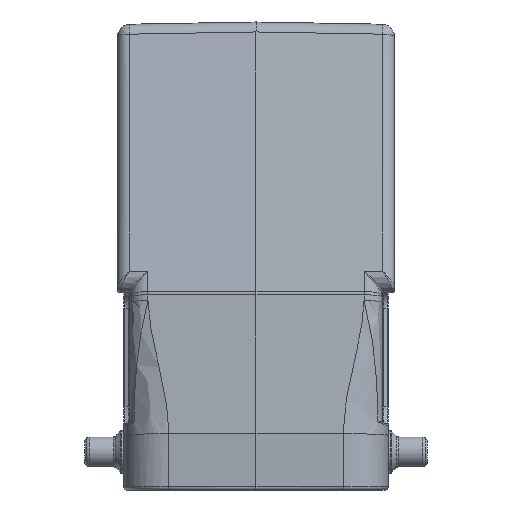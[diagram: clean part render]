
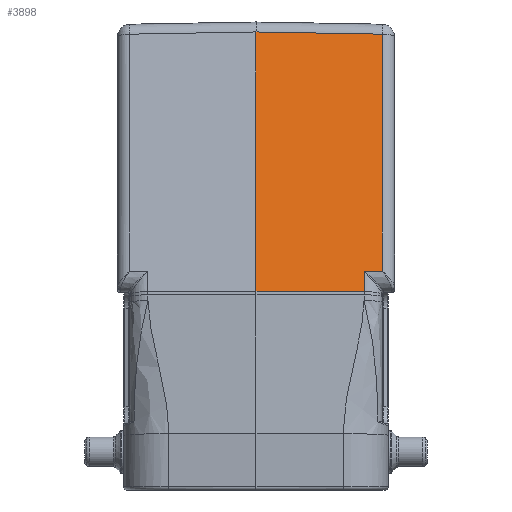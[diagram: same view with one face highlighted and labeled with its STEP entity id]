
A CAD part, left-side view. The second image highlights one B-rep face of the part: STEP entity #3898.
In plain terms, the highlighted planar face has unit normal (-0.982, -0.018, 0.191).
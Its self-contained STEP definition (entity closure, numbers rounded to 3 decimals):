
#3898=ADVANCED_FACE('',(#4584),#4412,.T.);
#4412=PLANE('',#12148);
#4584=FACE_OUTER_BOUND('',#5074,.T.);
#5074=EDGE_LOOP('',(#7160,#7161,#7162,#7163,#7164,#7165));
#5902=LINE('',#16134,#6434);
#5916=LINE('',#16214,#6448);
#5932=LINE('',#16308,#6464);
#5933=LINE('',#16310,#6465);
#5934=LINE('',#16312,#6466);
#5935=LINE('',#16314,#6467);
#6434=VECTOR('',#13343,1.);
#6448=VECTOR('',#13371,1.);
#6464=VECTOR('',#13395,1.);
#6465=VECTOR('',#13396,1.);
#6466=VECTOR('',#13397,1.);
#6467=VECTOR('',#13398,1.);
#7160=ORIENTED_EDGE('',*,*,#10218,.T.);
#7161=ORIENTED_EDGE('',*,*,#10263,.T.);
#7162=ORIENTED_EDGE('',*,*,#10264,.T.);
#7163=ORIENTED_EDGE('',*,*,#10265,.T.);
#7164=ORIENTED_EDGE('',*,*,#10266,.T.);
#7165=ORIENTED_EDGE('',*,*,#10240,.T.);
#9442=VERTEX_POINT('',#16079);
#9457=VERTEX_POINT('',#16133);
#9474=VERTEX_POINT('',#16215);
#9494=VERTEX_POINT('',#16309);
#9495=VERTEX_POINT('',#16311);
#9496=VERTEX_POINT('',#16313);
#10218=EDGE_CURVE('',#9442,#9457,#5902,.T.);
#10240=EDGE_CURVE('',#9474,#9442,#5916,.T.);
#10263=EDGE_CURVE('',#9457,#9494,#5932,.T.);
#10264=EDGE_CURVE('',#9494,#9495,#5933,.T.);
#10265=EDGE_CURVE('',#9495,#9496,#5934,.T.);
#10266=EDGE_CURVE('',#9496,#9474,#5935,.T.);
#12148=AXIS2_PLACEMENT_3D('',#16315,#13399,#13400);
#13343=DIRECTION('',(0.017,-1.,-0.003));
#13371=DIRECTION('',(-0.191,0.,-0.982));
#13395=DIRECTION('',(0.191,0.,0.982));
#13396=DIRECTION('',(0.021,-1.,0.017));
#13397=DIRECTION('',(0.191,0.,0.982));
#13398=DIRECTION('',(-0.014,1.,0.017));
#13399=DIRECTION('',(-0.981,-0.017,0.191));
#13400=DIRECTION('',(0.191,0.,0.982));
#16079=CARTESIAN_POINT('',(-58.195,0.,23.134));
#16133=CARTESIAN_POINT('',(-57.894,-17.552,23.075));
#16134=CARTESIAN_POINT('',(-58.195,0.,23.134));
#16214=CARTESIAN_POINT('',(-58.195,0.,23.134));
#16215=CARTESIAN_POINT('',(-50.012,0.,65.232));
#16308=CARTESIAN_POINT('',(-57.894,-17.552,23.075));
#16309=CARTESIAN_POINT('',(-57.26,-17.552,26.336));
#16310=CARTESIAN_POINT('',(-57.633,0.062,26.029));
#16311=CARTESIAN_POINT('',(-57.197,-20.535,26.388));
#16312=CARTESIAN_POINT('',(-57.843,-20.535,23.065));
#16313=CARTESIAN_POINT('',(-49.716,-20.535,64.873));
#16314=CARTESIAN_POINT('',(-50.003,-0.617,65.221));
#16315=CARTESIAN_POINT('',(-58.195,0.,23.134));
